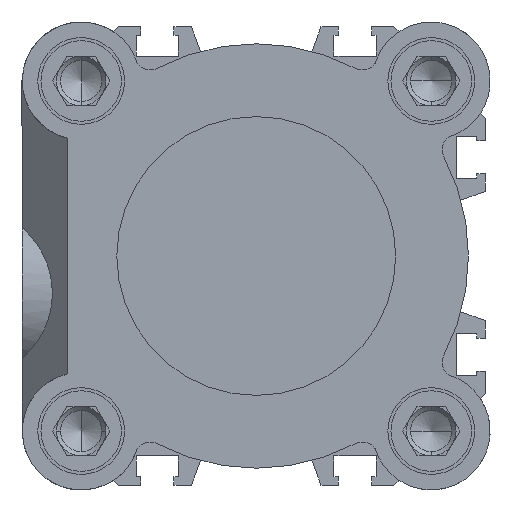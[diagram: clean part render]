
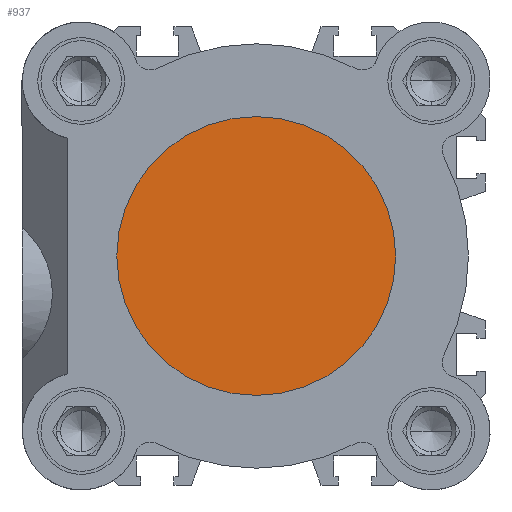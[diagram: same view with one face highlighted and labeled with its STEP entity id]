
A CAD part, left-side view. The second image highlights one B-rep face of the part: STEP entity #937.
In plain terms, the highlighted face is planar.
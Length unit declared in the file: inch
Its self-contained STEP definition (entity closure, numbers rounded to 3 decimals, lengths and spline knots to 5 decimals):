
#46 = EDGE_CURVE ( 'NONE', #1423, #6728, #11701, .T. ) ;
#787 = DIRECTION ( 'NONE',  ( 0., 0., 1. ) ) ;
#803 = DIRECTION ( 'NONE',  ( -1., 0., 0. ) ) ;
#884 = CARTESIAN_POINT ( 'NONE',  ( 1.41732, 0., 0. ) ) ;
#937 = ADVANCED_FACE ( 'NONE', ( #7435 ), #8999, .F. ) ;
#1423 = VERTEX_POINT ( 'NONE', #6235 ) ;
#1523 = CARTESIAN_POINT ( 'NONE',  ( 1.41732, 0., 0. ) ) ;
#1574 = ORIENTED_EDGE ( 'NONE', *, *, #7312, .F. ) ;
#1721 = AXIS2_PLACEMENT_3D ( 'NONE', #1523, #8641, #2563 ) ;
#2047 = AXIS2_PLACEMENT_3D ( 'NONE', #7015, #8016, #7891 ) ;
#2221 = CIRCLE ( 'NONE', #1721, 0.88583 ) ;
#2563 = DIRECTION ( 'NONE',  ( 0., 0., 1. ) ) ;
#6235 = CARTESIAN_POINT ( 'NONE',  ( 1.41732, 0., 0.88583 ) ) ;
#6728 = VERTEX_POINT ( 'NONE', #7665 ) ;
#7015 = CARTESIAN_POINT ( 'NONE',  ( 1.41732, 0.88583, 0. ) ) ;
#7312 = EDGE_CURVE ( 'NONE', #6728, #1423, #2221, .T. ) ;
#7435 = FACE_OUTER_BOUND ( 'NONE', #10587, .T. ) ;
#7619 = AXIS2_PLACEMENT_3D ( 'NONE', #884, #803, #787 ) ;
#7665 = CARTESIAN_POINT ( 'NONE',  ( 1.41732, 0., -0.88583 ) ) ;
#7891 = DIRECTION ( 'NONE',  ( 0., 0., 1. ) ) ;
#8016 = DIRECTION ( 'NONE',  ( -1., 0., 0. ) ) ;
#8641 = DIRECTION ( 'NONE',  ( -1., 0., 0. ) ) ;
#8999 = PLANE ( 'NONE',  #2047 ) ;
#9819 = ORIENTED_EDGE ( 'NONE', *, *, #46, .F. ) ;
#10587 = EDGE_LOOP ( 'NONE', ( #9819, #1574 ) ) ;
#11701 = CIRCLE ( 'NONE', #7619, 0.88583 ) ;
